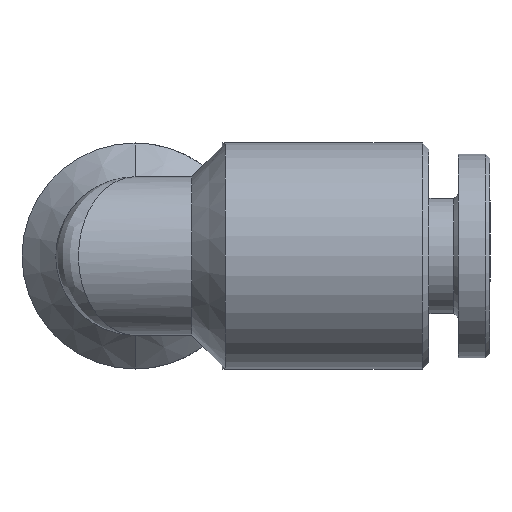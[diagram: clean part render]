
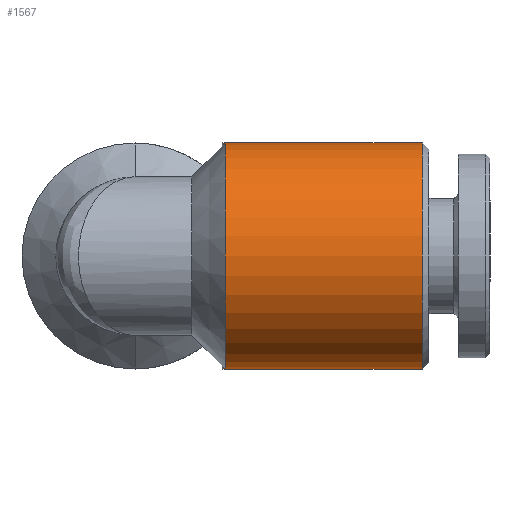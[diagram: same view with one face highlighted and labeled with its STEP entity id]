
A CAD part, left-side view. The second image highlights one B-rep face of the part: STEP entity #1567.
In plain terms, the highlighted cylindrical face has radius 5 mm (diameter 10 mm), a partial arc.
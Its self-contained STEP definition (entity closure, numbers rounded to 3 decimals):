
#92 = VERTEX_POINT ( 'NONE', #546 ) ;
#96 = VERTEX_POINT ( 'NONE', #563 ) ;
#186 = VERTEX_POINT ( 'NONE', #825 ) ;
#189 = VERTEX_POINT ( 'NONE', #628 ) ;
#207 = AXIS2_PLACEMENT_3D ( 'NONE', #439, #368, #418 ) ;
#231 = CIRCLE ( 'NONE', #207, 5. ) ;
#234 = AXIS2_PLACEMENT_3D ( 'NONE', #1816, #1806, #1799 ) ;
#244 = VECTOR ( 'NONE', #375, 1000. ) ;
#248 = CIRCLE ( 'NONE', #234, 5. ) ;
#249 = AXIS2_PLACEMENT_3D ( 'NONE', #406, #347, #400 ) ;
#262 = VECTOR ( 'NONE', #1778, 1000. ) ;
#347 = DIRECTION ( 'NONE',  ( 0., 1., 0. ) ) ;
#368 = DIRECTION ( 'NONE',  ( 0., 1., 0. ) ) ;
#371 = CARTESIAN_POINT ( 'NONE',  ( 0., 21.146, 5. ) ) ;
#375 = DIRECTION ( 'NONE',  ( 0., 1., 0. ) ) ;
#400 = DIRECTION ( 'NONE',  ( 0., 0., 1. ) ) ;
#406 = CARTESIAN_POINT ( 'NONE',  ( 0., 21.146, 0. ) ) ;
#418 = DIRECTION ( 'NONE',  ( 0., 0., 1. ) ) ;
#439 = CARTESIAN_POINT ( 'NONE',  ( 0., -12.7, 0. ) ) ;
#546 = CARTESIAN_POINT ( 'NONE',  ( 0., -4., 5. ) ) ;
#563 = CARTESIAN_POINT ( 'NONE',  ( 0., -12.7, 5. ) ) ;
#628 = CARTESIAN_POINT ( 'NONE',  ( 0., -12.7, -5. ) ) ;
#825 = CARTESIAN_POINT ( 'NONE',  ( 0., -4., -5. ) ) ;
#1097 = ORIENTED_EDGE ( 'NONE', *, *, #1561, .T. ) ;
#1114 = ORIENTED_EDGE ( 'NONE', *, *, #1552, .F. ) ;
#1118 = ORIENTED_EDGE ( 'NONE', *, *, #1572, .T. ) ;
#1123 = ORIENTED_EDGE ( 'NONE', *, *, #1550, .F. ) ;
#1153 = EDGE_LOOP ( 'NONE', ( #1123, #1097, #1118, #1114 ) ) ;
#1227 = LINE ( 'NONE', #371, #244 ) ;
#1550 = EDGE_CURVE ( 'NONE', #189, #186, #1692, .T. ) ;
#1552 = EDGE_CURVE ( 'NONE', #186, #92, #248, .T. ) ;
#1561 = EDGE_CURVE ( 'NONE', #189, #96, #231, .T. ) ;
#1567 = ADVANCED_FACE ( 'NONE', ( #1688 ), #1681, .T. ) ;
#1572 = EDGE_CURVE ( 'NONE', #96, #92, #1227, .T. ) ;
#1681 = CYLINDRICAL_SURFACE ( 'NONE', #249, 5. ) ;
#1688 = FACE_OUTER_BOUND ( 'NONE', #1153, .T. ) ;
#1692 = LINE ( 'NONE', #1763, #262 ) ;
#1763 = CARTESIAN_POINT ( 'NONE',  ( 0., 21.146, -5. ) ) ;
#1778 = DIRECTION ( 'NONE',  ( 0., 1., 0. ) ) ;
#1799 = DIRECTION ( 'NONE',  ( 0., 0., 1. ) ) ;
#1806 = DIRECTION ( 'NONE',  ( 0., 1., 0. ) ) ;
#1816 = CARTESIAN_POINT ( 'NONE',  ( 0., -4., 0. ) ) ;
